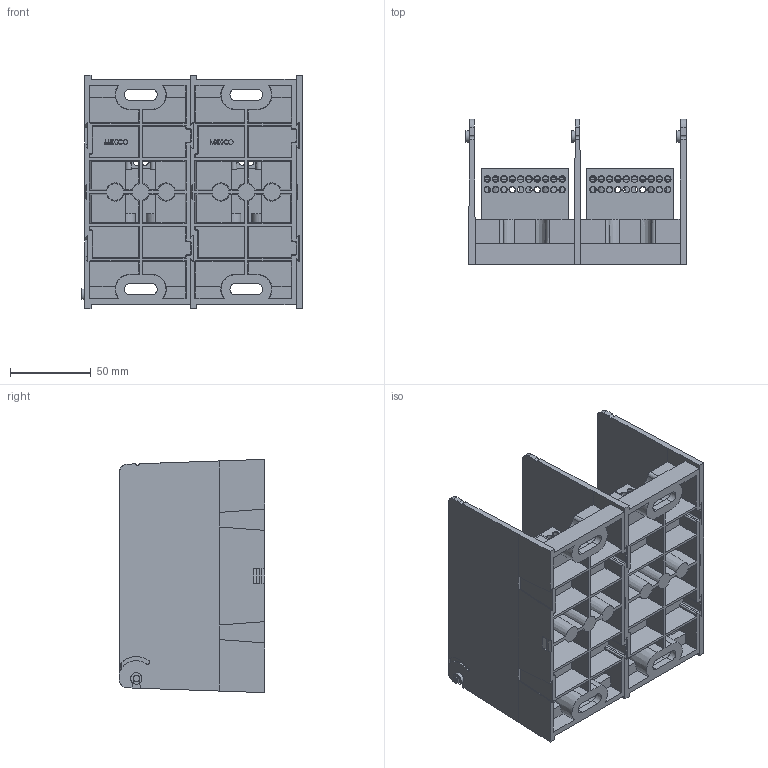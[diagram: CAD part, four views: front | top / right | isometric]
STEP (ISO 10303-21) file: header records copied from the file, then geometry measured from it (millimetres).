
FILE_DESCRIPTION (( 'STEP AP214' ), '1' );
FILE_NAME ('702020revA-2P.STEP', '2017-05-03T14:38:29', ( '' ), ( '' ), 'SwSTEP 2.0', 'SolidWorks 2016', '' );
FILE_SCHEMA (( 'AUTOMOTIVE_DESIGN' ));
Length unit declared in the file: inch
Products named in the file (1): 702020revA-2P
Bounding box: 136.78 x 90.17 x 144.78 mm (x, y, z)
Surface area: 187018.2 mm2 (no closed solid volume)
Topology: 0 solids, 41 shells, 788 faces, 2953 edges, 2046 vertices
Faces by surface type: plane 456, cone 184, cylinder 148
Full cylindrical faces by diameter (mm): 3.581 x52, 4.064 x1, 7.112 x1, 11.125 x4, 12.7 x4
Entity records: 43404 total; most frequent: CARTESIAN_POINT 10759, ORIENTED_EDGE 4253, DIRECTION 4216, EDGE_CURVE 2689, VERTEX_POINT 1964, VECTOR 1534, LINE 1534, AXIS2_PLACEMENT_3D 1341
